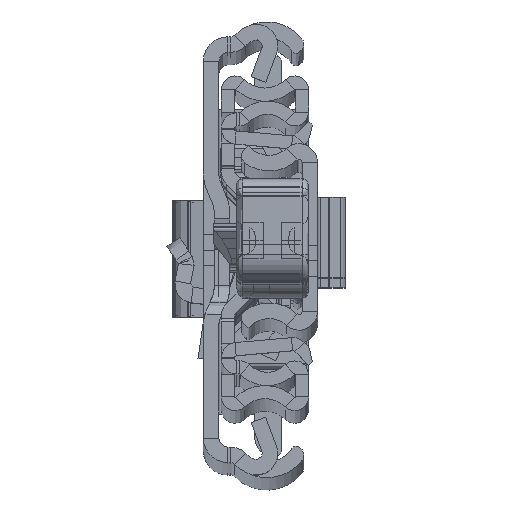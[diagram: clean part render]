
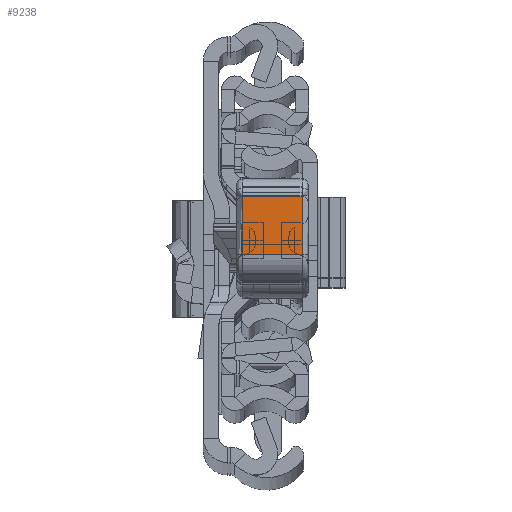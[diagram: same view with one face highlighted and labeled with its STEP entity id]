
A CAD part, top view. The second image highlights one B-rep face of the part: STEP entity #9238.
In plain terms, the highlighted face is planar.
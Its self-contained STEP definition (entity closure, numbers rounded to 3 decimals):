
#3488 = AXIS2_PLACEMENT_3D ( 'NONE', #31131, #36524, #10246 ) ;
#5927 = DIRECTION ( 'NONE',  ( -0.027, -1., 0. ) ) ;
#7313 = ORIENTED_EDGE ( 'NONE', *, *, #16019, .F. ) ;
#7370 = ORIENTED_EDGE ( 'NONE', *, *, #17172, .F. ) ;
#9238 = ADVANCED_FACE ( 'NONE', ( #34022 ), #24826, .F. ) ;
#9526 = VECTOR ( 'NONE', #25308, 1000. ) ;
#10246 = DIRECTION ( 'NONE',  ( -0.027, -1., 0. ) ) ;
#10725 = CARTESIAN_POINT ( 'NONE',  ( 39.55, -12.274, -10. ) ) ;
#11039 = EDGE_LOOP ( 'NONE', ( #19149, #32538, #7313, #7370 ) ) ;
#12263 = CARTESIAN_POINT ( 'NONE',  ( 39.55, -12.274, -10. ) ) ;
#16019 = EDGE_CURVE ( 'NONE', #21635, #28014, #31987, .T. ) ;
#17172 = EDGE_CURVE ( 'NONE', #32282, #21635, #34093, .T. ) ;
#17385 = DIRECTION ( 'NONE',  ( 0.027, 1., 0. ) ) ;
#18057 = CARTESIAN_POINT ( 'NONE',  ( 39.818, -2.465, -10. ) ) ;
#18588 = LINE ( 'NONE', #24921, #37923 ) ;
#19149 = ORIENTED_EDGE ( 'NONE', *, *, #21614, .F. ) ;
#20275 = CARTESIAN_POINT ( 'NONE',  ( 39.55, -12.274, 0. ) ) ;
#20341 = EDGE_CURVE ( 'NONE', #28014, #31742, #36840, .T. ) ;
#21614 = EDGE_CURVE ( 'NONE', #31742, #32282, #18588, .T. ) ;
#21635 = VERTEX_POINT ( 'NONE', #37379 ) ;
#24826 = PLANE ( 'NONE',  #3488 ) ;
#24921 = CARTESIAN_POINT ( 'NONE',  ( 39.55, -12.274, -11. ) ) ;
#25308 = DIRECTION ( 'NONE',  ( 0., 0., -1. ) ) ;
#28014 = VERTEX_POINT ( 'NONE', #18057 ) ;
#28320 = CARTESIAN_POINT ( 'NONE',  ( 39.55, -12.274, 0. ) ) ;
#30282 = DIRECTION ( 'NONE',  ( 0., 0., 1. ) ) ;
#31131 = CARTESIAN_POINT ( 'NONE',  ( 39.55, -12.274, -11. ) ) ;
#31742 = VERTEX_POINT ( 'NONE', #10725 ) ;
#31987 = LINE ( 'NONE', #34329, #9526 ) ;
#32282 = VERTEX_POINT ( 'NONE', #20275 ) ;
#32538 = ORIENTED_EDGE ( 'NONE', *, *, #20341, .F. ) ;
#34022 = FACE_OUTER_BOUND ( 'NONE', #11039, .T. ) ;
#34093 = LINE ( 'NONE', #28320, #37136 ) ;
#34329 = CARTESIAN_POINT ( 'NONE',  ( 39.818, -2.465, -11. ) ) ;
#36524 = DIRECTION ( 'NONE',  ( -1., 0.027, 0. ) ) ;
#36840 = LINE ( 'NONE', #12263, #37271 ) ;
#37136 = VECTOR ( 'NONE', #17385, 1000. ) ;
#37271 = VECTOR ( 'NONE', #5927, 1000. ) ;
#37379 = CARTESIAN_POINT ( 'NONE',  ( 39.818, -2.465, 0. ) ) ;
#37923 = VECTOR ( 'NONE', #30282, 1000. ) ;
